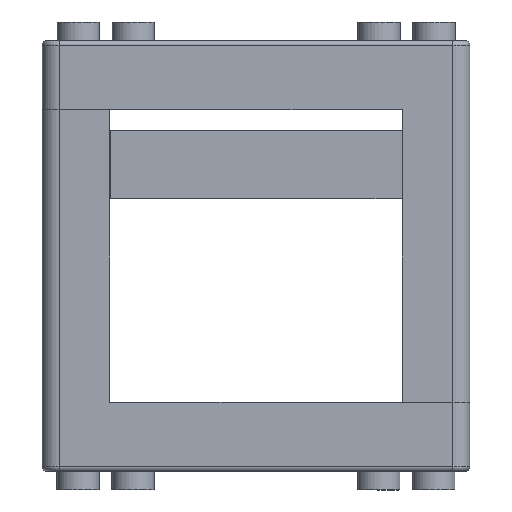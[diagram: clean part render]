
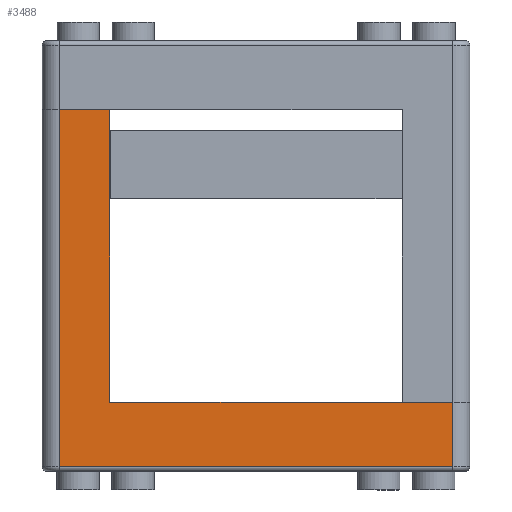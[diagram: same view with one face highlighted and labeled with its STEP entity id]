
A CAD part, front view. The second image highlights one B-rep face of the part: STEP entity #3488.
In plain terms, the highlighted face is planar.
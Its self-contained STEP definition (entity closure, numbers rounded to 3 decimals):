
#412=FACE_OUTER_BOUND('',#635,.T.);
#635=EDGE_LOOP('',(#2775,#2776,#2777,#2778,#2779,#2780));
#903=LINE('',#5625,#1255);
#905=LINE('',#5634,#1257);
#907=LINE('',#5640,#1259);
#914=LINE('',#5659,#1266);
#915=LINE('',#5661,#1267);
#916=LINE('',#5662,#1268);
#1255=VECTOR('',#4605,10.);
#1257=VECTOR('',#4617,10.);
#1259=VECTOR('',#4623,10.);
#1266=VECTOR('',#4644,10.);
#1267=VECTOR('',#4645,10.);
#1268=VECTOR('',#4646,10.);
#1628=VERTEX_POINT('',#5616);
#1630=VERTEX_POINT('',#5623);
#1631=VERTEX_POINT('',#5628);
#1633=VERTEX_POINT('',#5636);
#1639=VERTEX_POINT('',#5658);
#1640=VERTEX_POINT('',#5660);
#2045=EDGE_CURVE('',#1630,#1628,#903,.T.);
#2050=EDGE_CURVE('',#1628,#1631,#905,.T.);
#2053=EDGE_CURVE('',#1631,#1633,#907,.T.);
#2062=EDGE_CURVE('',#1639,#1630,#914,.T.);
#2063=EDGE_CURVE('',#1639,#1640,#915,.T.);
#2064=EDGE_CURVE('',#1633,#1640,#916,.T.);
#2775=ORIENTED_EDGE('',*,*,#2053,.F.);
#2776=ORIENTED_EDGE('',*,*,#2050,.F.);
#2777=ORIENTED_EDGE('',*,*,#2045,.F.);
#2778=ORIENTED_EDGE('',*,*,#2062,.F.);
#2779=ORIENTED_EDGE('',*,*,#2063,.T.);
#2780=ORIENTED_EDGE('',*,*,#2064,.F.);
#3305=PLANE('',#3867);
#3488=ADVANCED_FACE('',(#412),#3305,.T.);
#3867=AXIS2_PLACEMENT_3D('',#5657,#4642,#4643);
#4605=DIRECTION('',(0.,0.,-1.));
#4617=DIRECTION('',(0.,-1.,0.));
#4623=DIRECTION('',(0.,0.,1.));
#4642=DIRECTION('center_axis',(1.,0.,0.));
#4643=DIRECTION('ref_axis',(0.,1.,0.));
#4644=DIRECTION('',(0.,1.,0.));
#4645=DIRECTION('',(0.,0.,1.));
#4646=DIRECTION('',(0.,1.,0.));
#5616=CARTESIAN_POINT('',(24.9,22.9,0.5));
#5623=CARTESIAN_POINT('',(24.9,22.9,8.));
#5625=CARTESIAN_POINT('',(24.9,22.9,0.));
#5628=CARTESIAN_POINT('',(24.9,-22.9,0.5));
#5634=CARTESIAN_POINT('',(24.9,-12.45,0.5));
#5636=CARTESIAN_POINT('',(24.9,-22.9,42.1));
#5640=CARTESIAN_POINT('',(24.9,-22.9,0.));
#5657=CARTESIAN_POINT('Origin',(24.9,-24.9,0.));
#5658=CARTESIAN_POINT('',(24.9,-17.02,8.));
#5659=CARTESIAN_POINT('',(24.9,24.9,8.));
#5660=CARTESIAN_POINT('',(24.9,-17.02,42.1));
#5661=CARTESIAN_POINT('',(24.9,-17.02,8.));
#5662=CARTESIAN_POINT('',(24.9,-24.9,42.1));
